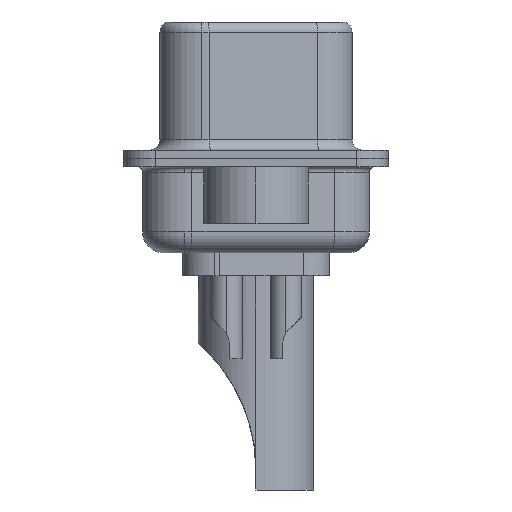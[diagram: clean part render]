
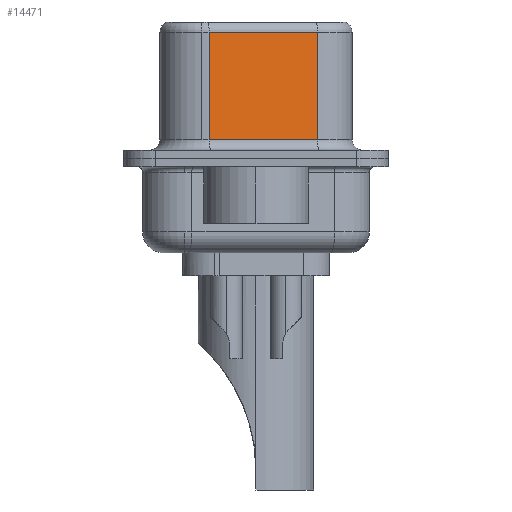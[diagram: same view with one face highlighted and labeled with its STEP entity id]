
A CAD part, left-side view. The second image highlights one B-rep face of the part: STEP entity #14471.
In plain terms, the highlighted planar face has unit normal (-0.985, -0.174, 0).
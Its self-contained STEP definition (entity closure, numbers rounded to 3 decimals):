
#201 = CARTESIAN_POINT ( 'NONE',  ( 4.565, -2.927, 6.02 ) ) ;
#405 = EDGE_LOOP ( 'NONE', ( #12209, #9286, #8078, #3894 ) ) ;
#511 = DIRECTION ( 'NONE',  ( 0.985, 0.174, 0. ) ) ;
#568 = AXIS2_PLACEMENT_3D ( 'NONE', #8537, #511, #9891 ) ;
#1015 = DIRECTION ( 'NONE',  ( 0., 0., -1. ) ) ;
#2351 = EDGE_CURVE ( 'NONE', #16759, #2456, #14492, .T. ) ;
#2456 = VERTEX_POINT ( 'NONE', #16337 ) ;
#2649 = LINE ( 'NONE', #10024, #15645 ) ;
#3293 = VERTEX_POINT ( 'NONE', #201 ) ;
#3465 = CARTESIAN_POINT ( 'NONE',  ( 3.655, 2.233, 6.02 ) ) ;
#3894 = ORIENTED_EDGE ( 'NONE', *, *, #13543, .T. ) ;
#4362 = VERTEX_POINT ( 'NONE', #13334 ) ;
#4859 = DIRECTION ( 'NONE',  ( -0.174, 0.985, 0. ) ) ;
#6199 = VECTOR ( 'NONE', #16458, 1000. ) ;
#6900 = EDGE_CURVE ( 'NONE', #3293, #16759, #2649, .T. ) ;
#7442 = VECTOR ( 'NONE', #1015, 1000. ) ;
#8078 = ORIENTED_EDGE ( 'NONE', *, *, #2351, .T. ) ;
#8518 = CARTESIAN_POINT ( 'NONE',  ( 4.565, -2.927, 6.52 ) ) ;
#8537 = CARTESIAN_POINT ( 'NONE',  ( 4.565, -2.927, 6.52 ) ) ;
#8776 = VECTOR ( 'NONE', #10579, 1000. ) ;
#9258 = CARTESIAN_POINT ( 'NONE',  ( 4.565, -2.927, 0.9 ) ) ;
#9286 = ORIENTED_EDGE ( 'NONE', *, *, #6900, .T. ) ;
#9766 = LINE ( 'NONE', #8518, #6199 ) ;
#9891 = DIRECTION ( 'NONE',  ( -0.174, 0.985, 0. ) ) ;
#10024 = CARTESIAN_POINT ( 'NONE',  ( 4.565, -2.927, 6.02 ) ) ;
#10579 = DIRECTION ( 'NONE',  ( 0.174, -0.985, 0. ) ) ;
#12209 = ORIENTED_EDGE ( 'NONE', *, *, #17340, .F. ) ;
#12486 = FACE_OUTER_BOUND ( 'NONE', #405, .T. ) ;
#13334 = CARTESIAN_POINT ( 'NONE',  ( 4.565, -2.927, 0.9 ) ) ;
#13543 = EDGE_CURVE ( 'NONE', #2456, #4362, #15422, .T. ) ;
#13787 = PLANE ( 'NONE',  #568 ) ;
#14471 = ADVANCED_FACE ( 'NONE', ( #12486 ), #13787, .F. ) ;
#14492 = LINE ( 'NONE', #16800, #7442 ) ;
#15422 = LINE ( 'NONE', #9258, #8776 ) ;
#15645 = VECTOR ( 'NONE', #4859, 1000. ) ;
#16337 = CARTESIAN_POINT ( 'NONE',  ( 3.655, 2.233, 0.9 ) ) ;
#16458 = DIRECTION ( 'NONE',  ( 0., 0., -1. ) ) ;
#16759 = VERTEX_POINT ( 'NONE', #3465 ) ;
#16800 = CARTESIAN_POINT ( 'NONE',  ( 3.655, 2.233, 6.52 ) ) ;
#17340 = EDGE_CURVE ( 'NONE', #3293, #4362, #9766, .T. ) ;
